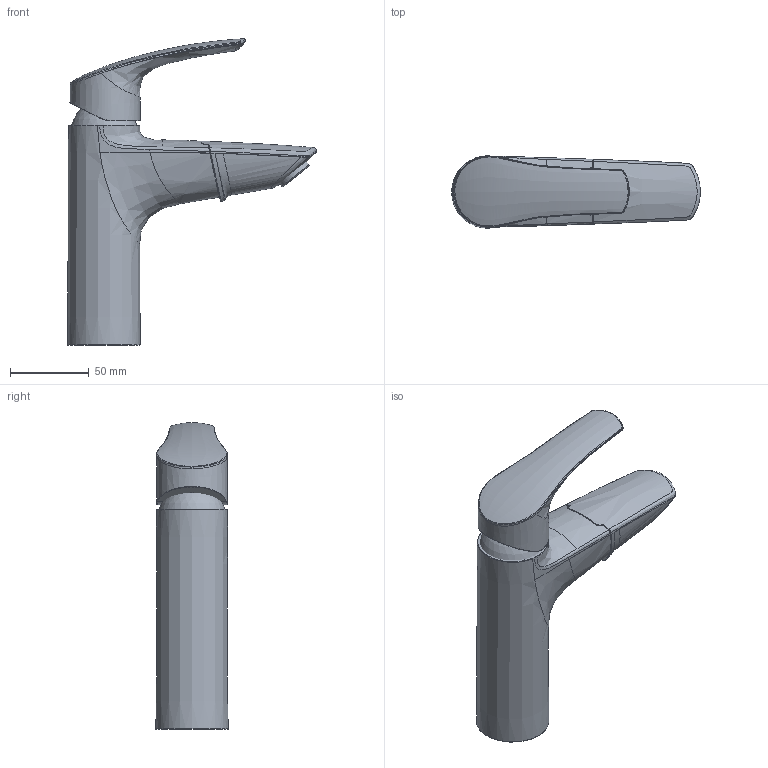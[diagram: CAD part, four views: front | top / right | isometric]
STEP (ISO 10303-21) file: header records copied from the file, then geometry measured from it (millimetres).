
FILE_DESCRIPTION(/* description */ ('Unknown'),/* implementation_level */ '2;1');
FILE_NAME(/* name */ '23976003',/* time_stamp */ '2022-09-09T12:49:51+02:00',/* author */ ('Unknown'),/* organization */ ('GROHE AG'),/* preprocessor_version */ 'ST-DEVELOPER v16.7',/* originating_system */ 'DEX',/* authorisation */ $);
FILE_SCHEMA (('AUTOMOTIVE_DESIGN {1 0 10303 214 3 1 1}'));
Length unit declared in the file: millimetre
Products named in the file (5): 23976003; id11; 40.2951.24300; A4297100 EuroSmart Evolution_PullOut_ASM_20200130; A4297100 EuroSmart Evolution_PullOut_ASM_20200130_2
Assembly tree (4 placements, depth 2):
  23976003
    id11
    40.2951.24300
    A4297100 EuroSmart Evolution_PullOut_ASM_20200130
    A4297100 EuroSmart Evolution_PullOut_ASM_20200130_2
Bounding box: 157.87 x 46 x 194.61 mm (x, y, z)
Surface area: 51404.6 mm2 (no closed solid volume)
Topology: 0 solids, 6 shells, 950 faces, 2659 edges, 1773 vertices
Faces by surface type: cylinder 663, plane 163, bspline 108, cone 10, torus 5, sphere 1
Full cylindrical faces by diameter (mm): 15.7 x1, 16.831 x1, 17.75 x1, 20.15 x1, 23.87 x1
Entity records: 39569 total; most frequent: CARTESIAN_POINT 17880, ORIENTED_EDGE 5029, DIRECTION 3621, EDGE_CURVE 2623, VERTEX_POINT 1765, LINE 1415, VECTOR 1415, AXIS2_PLACEMENT_3D 1103
